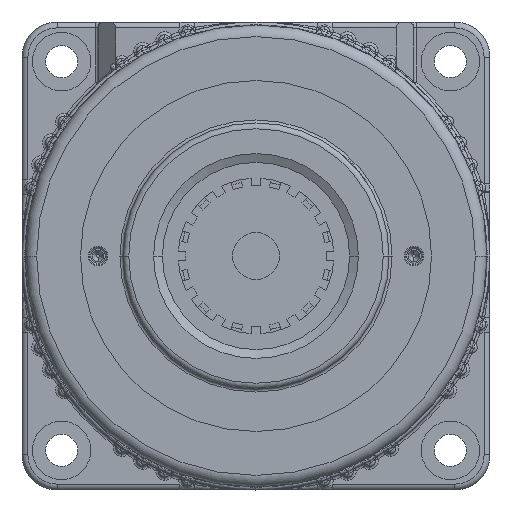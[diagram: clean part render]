
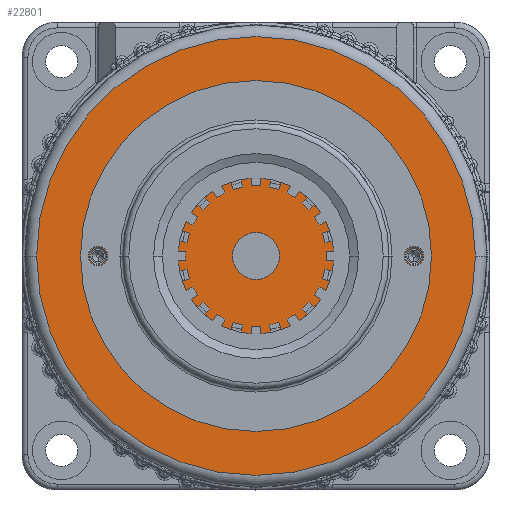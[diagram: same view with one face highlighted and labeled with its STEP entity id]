
A CAD part, front view. The second image highlights one B-rep face of the part: STEP entity #22801.
In plain terms, the highlighted face is planar.
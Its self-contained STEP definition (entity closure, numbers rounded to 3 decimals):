
#143 = EDGE_CURVE ( 'NONE', #26693, #3435, #34560, .T. ) ;
#1237 = EDGE_LOOP ( 'NONE', ( #37124, #17686 ) ) ;
#1322 = DIRECTION ( 'NONE',  ( 0., 0., -1. ) ) ;
#1684 = CARTESIAN_POINT ( 'NONE',  ( 37.5, 0., 0. ) ) ;
#2132 = DIRECTION ( 'NONE',  ( 0., 0., 1. ) ) ;
#2268 = FACE_BOUND ( 'NONE', #28415, .T. ) ;
#2509 = DIRECTION ( 'NONE',  ( 0., 0., 1. ) ) ;
#3435 = VERTEX_POINT ( 'NONE', #14889 ) ;
#3438 = VERTEX_POINT ( 'NONE', #37938 ) ;
#3819 = CIRCLE ( 'NONE', #18263, 4. ) ;
#4987 = EDGE_CURVE ( 'NONE', #3438, #16294, #9909, .T. ) ;
#5262 = DIRECTION ( 'NONE',  ( 0., 0., 1. ) ) ;
#5450 = CARTESIAN_POINT ( 'NONE',  ( -4., 0., 0. ) ) ;
#5728 = CARTESIAN_POINT ( 'NONE',  ( -37.5, 0., 0. ) ) ;
#6496 = CIRCLE ( 'NONE', #31227, 37.5 ) ;
#7984 = EDGE_CURVE ( 'NONE', #9329, #23004, #19640, .T. ) ;
#9329 = VERTEX_POINT ( 'NONE', #30548 ) ;
#9741 = CARTESIAN_POINT ( 'NONE',  ( 0., 0., 0. ) ) ;
#9886 = CARTESIAN_POINT ( 'NONE',  ( 0., 0., 0. ) ) ;
#9909 = CIRCLE ( 'NONE', #18008, 4. ) ;
#11071 = FACE_BOUND ( 'NONE', #32121, .T. ) ;
#12554 = EDGE_CURVE ( 'NONE', #15390, #37120, #6496, .T. ) ;
#12685 = DIRECTION ( 'NONE',  ( 0., 0., 1. ) ) ;
#12723 = DIRECTION ( 'NONE',  ( 1., 0., 0. ) ) ;
#12854 = DIRECTION ( 'NONE',  ( 1., 0., 0. ) ) ;
#13989 = DIRECTION ( 'NONE',  ( 0., 0., -1. ) ) ;
#14370 = DIRECTION ( 'NONE',  ( 0., 0., 1. ) ) ;
#14889 = CARTESIAN_POINT ( 'NONE',  ( 28.525, 0., 0. ) ) ;
#15390 = VERTEX_POINT ( 'NONE', #1684 ) ;
#15946 = CIRCLE ( 'NONE', #17332, 1.525 ) ;
#15986 = AXIS2_PLACEMENT_3D ( 'NONE', #20124, #2509, #23076 ) ;
#16294 = VERTEX_POINT ( 'NONE', #5450 ) ;
#16581 = ORIENTED_EDGE ( 'NONE', *, *, #4987, .T. ) ;
#17332 = AXIS2_PLACEMENT_3D ( 'NONE', #19743, #2132, #22723 ) ;
#17686 = ORIENTED_EDGE ( 'NONE', *, *, #143, .F. ) ;
#18008 = AXIS2_PLACEMENT_3D ( 'NONE', #31551, #13989, #34483 ) ;
#18263 = AXIS2_PLACEMENT_3D ( 'NONE', #18950, #1322, #21906 ) ;
#18950 = CARTESIAN_POINT ( 'NONE',  ( 0., 0., 0. ) ) ;
#19130 = EDGE_LOOP ( 'NONE', ( #24252, #31685 ) ) ;
#19640 = CIRCLE ( 'NONE', #29337, 1.525 ) ;
#19743 = CARTESIAN_POINT ( 'NONE',  ( -27., 0., 0. ) ) ;
#20124 = CARTESIAN_POINT ( 'NONE',  ( 27., 0., 0. ) ) ;
#21906 = DIRECTION ( 'NONE',  ( -1., 0., 0. ) ) ;
#22288 = CARTESIAN_POINT ( 'NONE',  ( -28.525, 0., 0. ) ) ;
#22723 = DIRECTION ( 'NONE',  ( 1., 0., 0. ) ) ;
#22801 = ADVANCED_FACE ( 'NONE', ( #2268, #33539, #11071, #32613 ), #31930, .T. ) ;
#22860 = CARTESIAN_POINT ( 'NONE',  ( 27., 0., 0. ) ) ;
#23004 = VERTEX_POINT ( 'NONE', #22288 ) ;
#23055 = CARTESIAN_POINT ( 'NONE',  ( 0., 0., 0. ) ) ;
#23076 = DIRECTION ( 'NONE',  ( 1., 0., 0. ) ) ;
#23197 = AXIS2_PLACEMENT_3D ( 'NONE', #23055, #14370, #34874 ) ;
#23828 = CARTESIAN_POINT ( 'NONE',  ( 25.475, 0., 0. ) ) ;
#24252 = ORIENTED_EDGE ( 'NONE', *, *, #12554, .T. ) ;
#25446 = EDGE_CURVE ( 'NONE', #37120, #15390, #29279, .T. ) ;
#25794 = DIRECTION ( 'NONE',  ( 1., 0., 0. ) ) ;
#26187 = AXIS2_PLACEMENT_3D ( 'NONE', #22860, #5262, #25794 ) ;
#26693 = VERTEX_POINT ( 'NONE', #23828 ) ;
#26877 = EDGE_CURVE ( 'NONE', #16294, #3438, #3819, .T. ) ;
#28415 = EDGE_LOOP ( 'NONE', ( #34875, #37821 ) ) ;
#29279 = CIRCLE ( 'NONE', #37539, 37.5 ) ;
#29337 = AXIS2_PLACEMENT_3D ( 'NONE', #30220, #12685, #33184 ) ;
#30220 = CARTESIAN_POINT ( 'NONE',  ( -27., 0., 0. ) ) ;
#30258 = DIRECTION ( 'NONE',  ( 0., 0., 1. ) ) ;
#30398 = DIRECTION ( 'NONE',  ( 0., 0., 1. ) ) ;
#30548 = CARTESIAN_POINT ( 'NONE',  ( -25.475, 0., 0. ) ) ;
#31227 = AXIS2_PLACEMENT_3D ( 'NONE', #9741, #30258, #12723 ) ;
#31551 = CARTESIAN_POINT ( 'NONE',  ( 0., 0., 0. ) ) ;
#31685 = ORIENTED_EDGE ( 'NONE', *, *, #25446, .T. ) ;
#31930 = PLANE ( 'NONE',  #23197 ) ;
#32009 = EDGE_CURVE ( 'NONE', #3435, #26693, #33045, .T. ) ;
#32121 = EDGE_LOOP ( 'NONE', ( #36575, #16581 ) ) ;
#32613 = FACE_OUTER_BOUND ( 'NONE', #19130, .T. ) ;
#33045 = CIRCLE ( 'NONE', #15986, 1.525 ) ;
#33184 = DIRECTION ( 'NONE',  ( 1., 0., 0. ) ) ;
#33539 = FACE_BOUND ( 'NONE', #1237, .T. ) ;
#34483 = DIRECTION ( 'NONE',  ( -1., 0., 0. ) ) ;
#34560 = CIRCLE ( 'NONE', #26187, 1.525 ) ;
#34874 = DIRECTION ( 'NONE',  ( 1., 0., 0. ) ) ;
#34875 = ORIENTED_EDGE ( 'NONE', *, *, #7984, .F. ) ;
#36202 = EDGE_CURVE ( 'NONE', #23004, #9329, #15946, .T. ) ;
#36575 = ORIENTED_EDGE ( 'NONE', *, *, #26877, .T. ) ;
#37120 = VERTEX_POINT ( 'NONE', #5728 ) ;
#37124 = ORIENTED_EDGE ( 'NONE', *, *, #32009, .F. ) ;
#37539 = AXIS2_PLACEMENT_3D ( 'NONE', #9886, #30398, #12854 ) ;
#37821 = ORIENTED_EDGE ( 'NONE', *, *, #36202, .F. ) ;
#37938 = CARTESIAN_POINT ( 'NONE',  ( 4., 0., 0. ) ) ;
